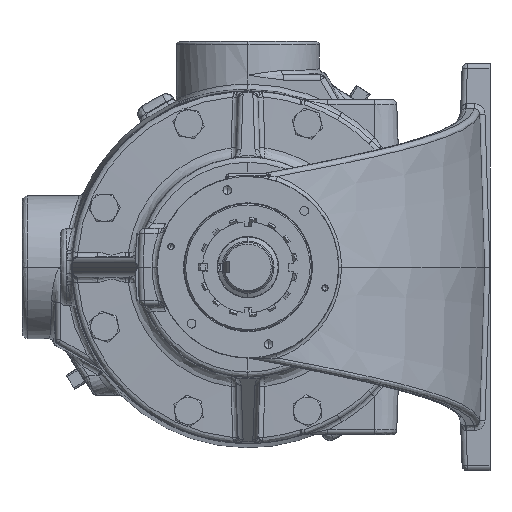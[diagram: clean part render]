
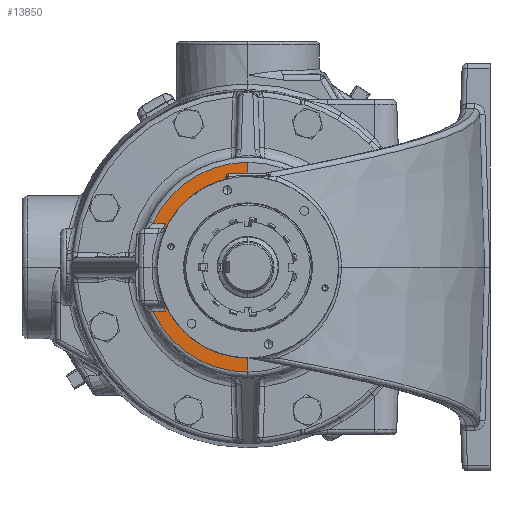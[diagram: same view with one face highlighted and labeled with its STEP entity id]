
A CAD part, left-side view. The second image highlights one B-rep face of the part: STEP entity #13850.
In plain terms, the highlighted conical face has half-angle 88 degrees and reference radius 60.558 mm.
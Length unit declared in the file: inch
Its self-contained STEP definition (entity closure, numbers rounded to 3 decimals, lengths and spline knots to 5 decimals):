
#1402 = DIRECTION ( 'NONE',  ( 0.035, 0., -0.999 ) ) ;
#1740 = CARTESIAN_POINT ( 'NONE',  ( -5.57475, 2., -0.56319 ) ) ;
#5543 = VERTEX_POINT ( 'NONE', #26978 ) ;
#6372 = CARTESIAN_POINT ( 'NONE',  ( -5.57446, 2.01757, -0.5291 ) ) ;
#7729 = VERTEX_POINT ( 'NONE', #25697 ) ;
#7988 = EDGE_CURVE ( 'NONE', #82124, #31482, #20115, .T. ) ;
#8058 = CARTESIAN_POINT ( 'NONE',  ( -5.56404, 2.16515, -0.99825 ) ) ;
#8342 = CARTESIAN_POINT ( 'NONE',  ( -5.57353, 2.01641, -0.6304 ) ) ;
#8611 = VERTEX_POINT ( 'NONE', #97332 ) ;
#9146 = CARTESIAN_POINT ( 'NONE',  ( -5.56404, 0., 0. ) ) ;
#9682 = VECTOR ( 'NONE', #17384, 39.37008 ) ;
#10643 = EDGE_CURVE ( 'NONE', #5543, #25192, #116458, .T. ) ;
#12283 = CARTESIAN_POINT ( 'NONE',  ( -5.56404, 0., 0. ) ) ;
#13850 = ADVANCED_FACE ( 'NONE', ( #162295 ), #113393, .T. ) ;
#14395 = CARTESIAN_POINT ( 'NONE',  ( -5.57406, 2., -0.63153 ) ) ;
#14568 = CARTESIAN_POINT ( 'NONE',  ( -5.57326, 2.05326, -0.52898 ) ) ;
#14657 = ORIENTED_EDGE ( 'NONE', *, *, #111714, .T. ) ;
#16486 = EDGE_CURVE ( 'NONE', #71929, #82124, #45511, .T. ) ;
#16983 = EDGE_CURVE ( 'NONE', #8611, #71929, #51725, .T. ) ;
#17384 = DIRECTION ( 'NONE',  ( 0.035, 0., 0.999 ) ) ;
#17741 = DIRECTION ( 'NONE',  ( -1., 0., 0. ) ) ;
#20115 = B_SPLINE_CURVE_WITH_KNOTS ( 'NONE', 3,
 ( #89274, #1740, #76775, #14395 ),
 .UNSPECIFIED., .F., .F.,
 ( 4, 4 ),
 ( 0., 1. ),
 .UNSPECIFIED. ) ;
#22570 = CARTESIAN_POINT ( 'NONE',  ( -5.57326, 1.87073, 0.99803 ) ) ;
#24958 = DIRECTION ( 'NONE',  ( 0., 0., -1. ) ) ;
#25192 = VERTEX_POINT ( 'NONE', #132732 ) ;
#25697 = CARTESIAN_POINT ( 'NONE',  ( -5.57512, 0., 2.06705 ) ) ;
#26978 = CARTESIAN_POINT ( 'NONE',  ( -5.57326, 2.02461, -0.62978 ) ) ;
#28919 = EDGE_LOOP ( 'NONE', ( #83633, #128077, #130391, #115875, #81640, #43178, #145579, #14657, #33032, #111649, #40719, #157398 ) ) ;
#31161 = CARTESIAN_POINT ( 'NONE',  ( -5.57326, 2.05326, -0.52898 ) ) ;
#31482 = VERTEX_POINT ( 'NONE', #31986 ) ;
#31663 = EDGE_CURVE ( 'NONE', #144352, #7729, #118865, .T. ) ;
#31986 = CARTESIAN_POINT ( 'NONE',  ( -5.57406, 2., -0.63153 ) ) ;
#33032 = ORIENTED_EDGE ( 'NONE', *, *, #10643, .T. ) ;
#39530 = AXIS2_PLACEMENT_3D ( 'NONE', #43831, #131099, #56363 ) ;
#40719 = ORIENTED_EDGE ( 'NONE', *, *, #130328, .F. ) ;
#41683 = EDGE_CURVE ( 'NONE', #162256, #8611, #50816, .T. ) ;
#42044 = CARTESIAN_POINT ( 'NONE',  ( -5.56404, 0., 2.38419 ) ) ;
#43178 = ORIENTED_EDGE ( 'NONE', *, *, #16486, .T. ) ;
#43831 = CARTESIAN_POINT ( 'NONE',  ( -5.57326, 0., 0. ) ) ;
#45416 = CARTESIAN_POINT ( 'NONE',  ( -5.5704, 1.96355, -0.9981 ) ) ;
#45511 = B_SPLINE_CURVE_WITH_KNOTS ( 'NONE', 3,
 ( #31161, #156130, #6372, #93897 ),
 .UNSPECIFIED., .F., .F.,
 ( 4, 4 ),
 ( 0., 1. ),
 .UNSPECIFIED. ) ;
#46670 = CARTESIAN_POINT ( 'NONE',  ( -5.56733, 2.06167, 0.99818 ) ) ;
#49327 = DIRECTION ( 'NONE',  ( 1., 0., 0. ) ) ;
#50816 = B_SPLINE_CURVE_WITH_KNOTS ( 'NONE', 3,
 ( #159662, #46670, #97390, #22570 ),
 .UNSPECIFIED., .F., .F.,
 ( 4, 4 ),
 ( 0., 1. ),
 .UNSPECIFIED. ) ;
#51725 = CIRCLE ( 'NONE', #148751, 2.1203 ) ;
#56363 = DIRECTION ( 'NONE',  ( 0., 0., -1. ) ) ;
#64240 = AXIS2_PLACEMENT_3D ( 'NONE', #12283, #99743, #24958 ) ;
#65341 = CARTESIAN_POINT ( 'NONE',  ( -5.56404, 0., 0. ) ) ;
#68827 = CIRCLE ( 'NONE', #123461, 2.38419 ) ;
#70484 = CARTESIAN_POINT ( 'NONE',  ( -5.57326, 1.87073, -0.99803 ) ) ;
#71929 = VERTEX_POINT ( 'NONE', #14568 ) ;
#72355 = LINE ( 'NONE', #42044, #9682 ) ;
#75005 = VERTEX_POINT ( 'NONE', #125723 ) ;
#75083 = CIRCLE ( 'NONE', #64240, 2.38419 ) ;
#75875 = CARTESIAN_POINT ( 'NONE',  ( -5.56404, 0., -2.38419 ) ) ;
#76775 = CARTESIAN_POINT ( 'NONE',  ( -5.57442, 2., -0.59729 ) ) ;
#77913 = DIRECTION ( 'NONE',  ( 0., 0., -1. ) ) ;
#80237 = VERTEX_POINT ( 'NONE', #102517 ) ;
#81283 = CARTESIAN_POINT ( 'NONE',  ( -5.57506, 2., -0.52916 ) ) ;
#81640 = ORIENTED_EDGE ( 'NONE', *, *, #16983, .T. ) ;
#81779 = CARTESIAN_POINT ( 'NONE',  ( -5.57379, 2.0082, -0.63098 ) ) ;
#81949 = B_SPLINE_CURVE_WITH_KNOTS ( 'NONE', 3,
 ( #120414, #81779, #8342, #95848 ),
 .UNSPECIFIED., .F., .F.,
 ( 4, 4 ),
 ( 0., 1. ),
 .UNSPECIFIED. ) ;
#82124 = VERTEX_POINT ( 'NONE', #81283 ) ;
#83079 = CARTESIAN_POINT ( 'NONE',  ( -5.56733, 2.06167, -0.99818 ) ) ;
#83609 = DIRECTION ( 'NONE',  ( 1., 0., 0. ) ) ;
#83628 = VERTEX_POINT ( 'NONE', #111772 ) ;
#83633 = ORIENTED_EDGE ( 'NONE', *, *, #31663, .T. ) ;
#89274 = CARTESIAN_POINT ( 'NONE',  ( -5.57506, 2., -0.52916 ) ) ;
#92583 = CARTESIAN_POINT ( 'NONE',  ( -5.57326, 0., 0. ) ) ;
#93897 = CARTESIAN_POINT ( 'NONE',  ( -5.57506, 2., -0.52916 ) ) ;
#95848 = CARTESIAN_POINT ( 'NONE',  ( -5.57326, 2.02461, -0.62978 ) ) ;
#97332 = CARTESIAN_POINT ( 'NONE',  ( -5.57326, 1.87073, 0.99803 ) ) ;
#97390 = CARTESIAN_POINT ( 'NONE',  ( -5.5704, 1.96355, 0.9981 ) ) ;
#99743 = DIRECTION ( 'NONE',  ( 1., 0., 0. ) ) ;
#99805 = AXIS2_PLACEMENT_3D ( 'NONE', #124087, #49327, #136590 ) ;
#102517 = CARTESIAN_POINT ( 'NONE',  ( -5.56404, 0., 2.38419 ) ) ;
#103342 = EDGE_CURVE ( 'NONE', #25192, #83628, #108274, .T. ) ;
#105122 = DIRECTION ( 'NONE',  ( 0., 0., -1. ) ) ;
#108274 = B_SPLINE_CURVE_WITH_KNOTS ( 'NONE', 3,
 ( #70484, #45416, #83079, #8058 ),
 .UNSPECIFIED., .F., .F.,
 ( 4, 4 ),
 ( 0., 1. ),
 .UNSPECIFIED. ) ;
#109225 = CARTESIAN_POINT ( 'NONE',  ( -5.57512, 0., -2.06705 ) ) ;
#111649 = ORIENTED_EDGE ( 'NONE', *, *, #103342, .T. ) ;
#111714 = EDGE_CURVE ( 'NONE', #31482, #5543, #81949, .T. ) ;
#111772 = CARTESIAN_POINT ( 'NONE',  ( -5.56404, 2.16515, -0.99825 ) ) ;
#113393 = CONICAL_SURFACE ( 'NONE', #129608, 2.38419, 1.536 ) ;
#113398 = LINE ( 'NONE', #75875, #146626 ) ;
#115875 = ORIENTED_EDGE ( 'NONE', *, *, #41683, .T. ) ;
#116458 = CIRCLE ( 'NONE', #39530, 2.1203 ) ;
#118865 = CIRCLE ( 'NONE', #99805, 2.06705 ) ;
#120414 = CARTESIAN_POINT ( 'NONE',  ( -5.57406, 2., -0.63153 ) ) ;
#123461 = AXIS2_PLACEMENT_3D ( 'NONE', #65341, #152671, #77913 ) ;
#124087 = CARTESIAN_POINT ( 'NONE',  ( -5.57512, 0., 0. ) ) ;
#125723 = CARTESIAN_POINT ( 'NONE',  ( -5.56404, 0., -2.38419 ) ) ;
#128077 = ORIENTED_EDGE ( 'NONE', *, *, #142054, .T. ) ;
#129608 = AXIS2_PLACEMENT_3D ( 'NONE', #9146, #83609, #146899 ) ;
#130328 = EDGE_CURVE ( 'NONE', #75005, #83628, #68827, .T. ) ;
#130391 = ORIENTED_EDGE ( 'NONE', *, *, #133653, .F. ) ;
#131099 = DIRECTION ( 'NONE',  ( -1., 0., 0. ) ) ;
#132732 = CARTESIAN_POINT ( 'NONE',  ( -5.57326, 1.87073, -0.99803 ) ) ;
#133653 = EDGE_CURVE ( 'NONE', #162256, #80237, #75083, .T. ) ;
#136590 = DIRECTION ( 'NONE',  ( 0., 0., -1. ) ) ;
#136812 = CARTESIAN_POINT ( 'NONE',  ( -5.56404, 2.16515, 0.99825 ) ) ;
#142054 = EDGE_CURVE ( 'NONE', #7729, #80237, #72355, .T. ) ;
#144352 = VERTEX_POINT ( 'NONE', #109225 ) ;
#145579 = ORIENTED_EDGE ( 'NONE', *, *, #7988, .T. ) ;
#146626 = VECTOR ( 'NONE', #1402, 39.37008 ) ;
#146899 = DIRECTION ( 'NONE',  ( 0., 0., -1. ) ) ;
#148328 = EDGE_CURVE ( 'NONE', #144352, #75005, #113398, .T. ) ;
#148751 = AXIS2_PLACEMENT_3D ( 'NONE', #92583, #17741, #105122 ) ;
#152671 = DIRECTION ( 'NONE',  ( 1., 0., 0. ) ) ;
#156130 = CARTESIAN_POINT ( 'NONE',  ( -5.57387, 2.03533, -0.52904 ) ) ;
#157398 = ORIENTED_EDGE ( 'NONE', *, *, #148328, .F. ) ;
#159662 = CARTESIAN_POINT ( 'NONE',  ( -5.56404, 2.16515, 0.99825 ) ) ;
#162256 = VERTEX_POINT ( 'NONE', #136812 ) ;
#162295 = FACE_OUTER_BOUND ( 'NONE', #28919, .T. ) ;
